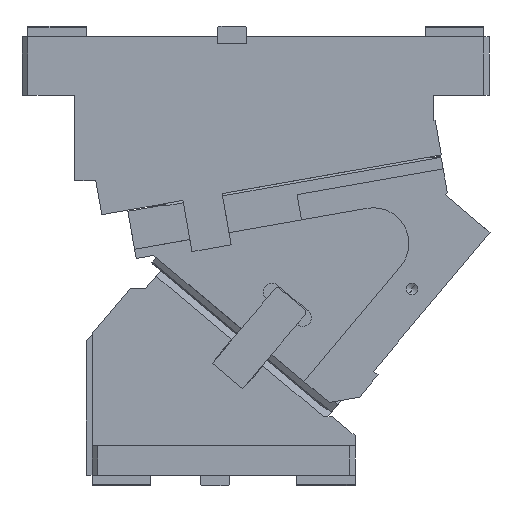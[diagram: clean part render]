
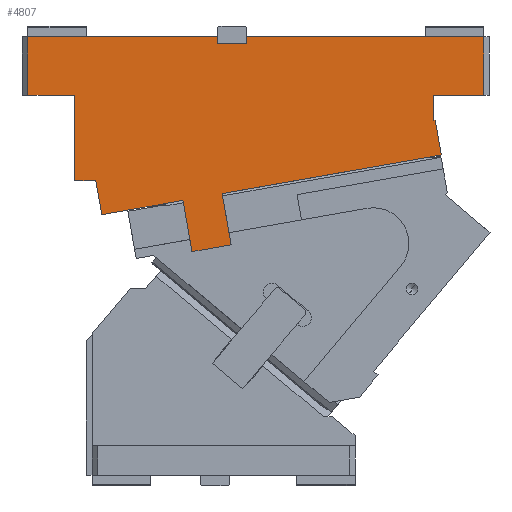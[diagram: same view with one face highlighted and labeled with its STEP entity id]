
A CAD part, front view. The second image highlights one B-rep face of the part: STEP entity #4807.
In plain terms, the highlighted planar face has unit normal (0, -1, 0).
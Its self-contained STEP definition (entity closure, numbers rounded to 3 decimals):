
#237=CARTESIAN_POINT('Vertex',(395.,-150.,-50.)) ;
#240=CARTESIAN_POINT('Line Origine',(373.5,-150.,-50.)) ;
#244=CARTESIAN_POINT('Vertex',(352.,-150.,-50.)) ;
#325=CARTESIAN_POINT('Line Origine',(352.,-150.,-60.856)) ;
#329=CARTESIAN_POINT('Vertex',(352.,-150.,-71.713)) ;
#379=CARTESIAN_POINT('Line Origine',(352.8,-150.,-71.572)) ;
#383=CARTESIAN_POINT('Vertex',(353.601,-150.,-71.431)) ;
#794=CARTESIAN_POINT('Vertex',(68.292,-150.,-152.201)) ;
#797=CARTESIAN_POINT('Line Origine',(65.687,-150.,-137.429)) ;
#801=CARTESIAN_POINT('Vertex',(63.082,-150.,-122.657)) ;
#826=CARTESIAN_POINT('Line Origine',(62.109,-150.,-122.828)) ;
#830=CARTESIAN_POINT('Vertex',(61.136,-150.,-123.)) ;
#864=CARTESIAN_POINT('Line Origine',(53.068,-150.,-123.)) ;
#868=CARTESIAN_POINT('Vertex',(45.,-150.,-123.)) ;
#2401=CARTESIAN_POINT('Line Origine',(45.,-150.,-86.5)) ;
#2405=CARTESIAN_POINT('Vertex',(45.,-150.,-50.)) ;
#2436=CARTESIAN_POINT('Vertex',(358.81,-150.,-100.975)) ;
#2439=CARTESIAN_POINT('Line Origine',(356.205,-150.,-86.203)) ;
#2476=CARTESIAN_POINT('Vertex',(145.448,-150.,-183.783)) ;
#2479=CARTESIAN_POINT('Line Origine',(141.584,-150.,-161.871)) ;
#2483=CARTESIAN_POINT('Vertex',(137.721,-150.,-139.959)) ;
#2512=CARTESIAN_POINT('Line Origine',(162.19,-150.,-180.831)) ;
#2516=CARTESIAN_POINT('Vertex',(178.931,-150.,-177.879)) ;
#2563=CARTESIAN_POINT('Vertex',(171.204,-150.,-134.055)) ;
#2566=CARTESIAN_POINT('Line Origine',(175.068,-150.,-155.967)) ;
#2841=CARTESIAN_POINT('Line Origine',(91.927,-150.,-148.033)) ;
#2845=CARTESIAN_POINT('Vertex',(115.562,-150.,-143.866)) ;
#2867=CARTESIAN_POINT('Line Origine',(265.007,-150.,-117.515)) ;
#2872=CARTESIAN_POINT('Line Origine',(126.642,-150.,-141.912)) ;
#3677=CARTESIAN_POINT('Vertex',(5.,-150.,-50.)) ;
#3680=CARTESIAN_POINT('Line Origine',(5.,-150.,-25.)) ;
#3684=CARTESIAN_POINT('Vertex',(5.,-150.,0.)) ;
#4515=CARTESIAN_POINT('Line Origine',(25.,-150.,-50.)) ;
#4612=CARTESIAN_POINT('Line Origine',(86.25,-150.,0.)) ;
#4616=CARTESIAN_POINT('Vertex',(167.5,-150.,0.)) ;
#4676=CARTESIAN_POINT('Line Origine',(167.5,-150.,-3.)) ;
#4680=CARTESIAN_POINT('Vertex',(167.5,-150.,-6.)) ;
#4727=CARTESIAN_POINT('Vertex',(192.5,-150.,0.)) ;
#4734=CARTESIAN_POINT('Vertex',(192.5,-150.,-6.)) ;
#4737=CARTESIAN_POINT('Line Origine',(192.5,-150.,-3.)) ;
#4754=CARTESIAN_POINT('Line Origine',(180.,-150.,-6.)) ;
#4766=CARTESIAN_POINT('Axis2P3D Location',(0.,-150.,0.)) ;
#4771=CARTESIAN_POINT('Line Origine',(395.,-150.,-25.)) ;
#4775=CARTESIAN_POINT('Vertex',(395.,-150.,0.)) ;
#4778=CARTESIAN_POINT('Line Origine',(293.75,-150.,0.)) ;
#241=DIRECTION('Vector Direction',(-1.,0.,0.)) ;
#326=DIRECTION('Vector Direction',(0.,0.,-1.)) ;
#380=DIRECTION('Vector Direction',(0.985,0.,0.174)) ;
#798=DIRECTION('Vector Direction',(0.174,0.,-0.985)) ;
#827=DIRECTION('Vector Direction',(-0.985,0.,-0.174)) ;
#865=DIRECTION('Vector Direction',(-1.,0.,0.)) ;
#2402=DIRECTION('Vector Direction',(0.,0.,-1.)) ;
#2440=DIRECTION('Vector Direction',(0.174,0.,-0.985)) ;
#2480=DIRECTION('Vector Direction',(-0.174,0.,0.985)) ;
#2513=DIRECTION('Vector Direction',(0.985,0.,0.174)) ;
#2567=DIRECTION('Vector Direction',(-0.174,0.,0.985)) ;
#2842=DIRECTION('Vector Direction',(0.985,0.,0.174)) ;
#2868=DIRECTION('Vector Direction',(-0.985,0.,-0.174)) ;
#2873=DIRECTION('Vector Direction',(-0.985,0.,-0.174)) ;
#3681=DIRECTION('Vector Direction',(0.,0.,-1.)) ;
#4516=DIRECTION('Vector Direction',(-1.,0.,0.)) ;
#4613=DIRECTION('Vector Direction',(1.,0.,0.)) ;
#4677=DIRECTION('Vector Direction',(0.,0.,1.)) ;
#4738=DIRECTION('Vector Direction',(0.,0.,-1.)) ;
#4755=DIRECTION('Vector Direction',(1.,0.,0.)) ;
#4767=DIRECTION('Axis2P3D Direction',(0.,1.,0.)) ;
#4768=DIRECTION('Axis2P3D XDirection',(0.,0.,1.)) ;
#4772=DIRECTION('Vector Direction',(0.,0.,1.)) ;
#4779=DIRECTION('Vector Direction',(1.,0.,0.)) ;
#4769=AXIS2_PLACEMENT_3D('Plane Axis2P3D',#4766,#4767,#4768) ;
#4784=ORIENTED_EDGE('',*,*,#4682,.T.) ;
#4785=ORIENTED_EDGE('',*,*,#4618,.F.) ;
#4786=ORIENTED_EDGE('',*,*,#3686,.T.) ;
#4787=ORIENTED_EDGE('',*,*,#4519,.F.) ;
#4788=ORIENTED_EDGE('',*,*,#2407,.F.) ;
#4789=ORIENTED_EDGE('',*,*,#870,.F.) ;
#4790=ORIENTED_EDGE('',*,*,#832,.F.) ;
#4791=ORIENTED_EDGE('',*,*,#803,.T.) ;
#4792=ORIENTED_EDGE('',*,*,#2847,.T.) ;
#4793=ORIENTED_EDGE('',*,*,#2876,.T.) ;
#4794=ORIENTED_EDGE('',*,*,#2485,.F.) ;
#4795=ORIENTED_EDGE('',*,*,#2518,.T.) ;
#4796=ORIENTED_EDGE('',*,*,#2570,.T.) ;
#4797=ORIENTED_EDGE('',*,*,#2871,.T.) ;
#4798=ORIENTED_EDGE('',*,*,#2443,.T.) ;
#4799=ORIENTED_EDGE('',*,*,#385,.T.) ;
#4800=ORIENTED_EDGE('',*,*,#331,.F.) ;
#4801=ORIENTED_EDGE('',*,*,#246,.F.) ;
#4802=ORIENTED_EDGE('',*,*,#4777,.T.) ;
#4803=ORIENTED_EDGE('',*,*,#4782,.F.) ;
#4804=ORIENTED_EDGE('',*,*,#4741,.T.) ;
#4805=ORIENTED_EDGE('',*,*,#4758,.F.) ;
#242=VECTOR('Line Direction',#241,1.) ;
#327=VECTOR('Line Direction',#326,1.) ;
#381=VECTOR('Line Direction',#380,1.) ;
#799=VECTOR('Line Direction',#798,1.) ;
#828=VECTOR('Line Direction',#827,1.) ;
#866=VECTOR('Line Direction',#865,1.) ;
#2403=VECTOR('Line Direction',#2402,1.) ;
#2441=VECTOR('Line Direction',#2440,1.) ;
#2481=VECTOR('Line Direction',#2480,1.) ;
#2514=VECTOR('Line Direction',#2513,1.) ;
#2568=VECTOR('Line Direction',#2567,1.) ;
#2843=VECTOR('Line Direction',#2842,1.) ;
#2869=VECTOR('Line Direction',#2868,1.) ;
#2874=VECTOR('Line Direction',#2873,1.) ;
#3682=VECTOR('Line Direction',#3681,1.) ;
#4517=VECTOR('Line Direction',#4516,1.) ;
#4614=VECTOR('Line Direction',#4613,1.) ;
#4678=VECTOR('Line Direction',#4677,1.) ;
#4739=VECTOR('Line Direction',#4738,1.) ;
#4756=VECTOR('Line Direction',#4755,1.) ;
#4773=VECTOR('Line Direction',#4772,1.) ;
#4780=VECTOR('Line Direction',#4779,1.) ;
#4807=ADVANCED_FACE('CAM HOLDER',(#4806),#4770,.F.) ;
#246=EDGE_CURVE('',#238,#245,#243,.T.) ;
#331=EDGE_CURVE('',#245,#330,#328,.T.) ;
#385=EDGE_CURVE('',#384,#330,#382,.F.) ;
#803=EDGE_CURVE('',#802,#795,#800,.T.) ;
#832=EDGE_CURVE('',#802,#831,#829,.T.) ;
#870=EDGE_CURVE('',#831,#869,#867,.T.) ;
#2407=EDGE_CURVE('',#869,#2406,#2404,.F.) ;
#2443=EDGE_CURVE('',#2437,#384,#2442,.F.) ;
#2485=EDGE_CURVE('',#2477,#2484,#2482,.T.) ;
#2518=EDGE_CURVE('',#2477,#2517,#2515,.T.) ;
#2570=EDGE_CURVE('',#2517,#2564,#2569,.T.) ;
#2847=EDGE_CURVE('',#795,#2846,#2844,.T.) ;
#2871=EDGE_CURVE('',#2564,#2437,#2870,.F.) ;
#2876=EDGE_CURVE('',#2846,#2484,#2875,.F.) ;
#3686=EDGE_CURVE('',#3685,#3678,#3683,.T.) ;
#4519=EDGE_CURVE('',#2406,#3678,#4518,.T.) ;
#4618=EDGE_CURVE('',#3685,#4617,#4615,.T.) ;
#4682=EDGE_CURVE('',#4681,#4617,#4679,.T.) ;
#4741=EDGE_CURVE('',#4728,#4735,#4740,.T.) ;
#4758=EDGE_CURVE('',#4681,#4735,#4757,.T.) ;
#4777=EDGE_CURVE('',#238,#4776,#4774,.T.) ;
#4782=EDGE_CURVE('',#4728,#4776,#4781,.T.) ;
#4783=EDGE_LOOP('',(#4784,#4785,#4786,#4787,#4788,#4789,#4790,#4791,#4792,#4793,#4794,#4795,#4796,#4797,#4798,#4799,#4800,#4801,#4802,#4803,#4804,#4805)) ;
#4806=FACE_OUTER_BOUND('',#4783,.T.) ;
#243=LINE('Line',#240,#242) ;
#328=LINE('Line',#325,#327) ;
#382=LINE('Line',#379,#381) ;
#800=LINE('Line',#797,#799) ;
#829=LINE('Line',#826,#828) ;
#867=LINE('Line',#864,#866) ;
#2404=LINE('Line',#2401,#2403) ;
#2442=LINE('Line',#2439,#2441) ;
#2482=LINE('Line',#2479,#2481) ;
#2515=LINE('Line',#2512,#2514) ;
#2569=LINE('Line',#2566,#2568) ;
#2844=LINE('Line',#2841,#2843) ;
#2870=LINE('Line',#2867,#2869) ;
#2875=LINE('Line',#2872,#2874) ;
#3683=LINE('Line',#3680,#3682) ;
#4518=LINE('Line',#4515,#4517) ;
#4615=LINE('Line',#4612,#4614) ;
#4679=LINE('Line',#4676,#4678) ;
#4740=LINE('Line',#4737,#4739) ;
#4757=LINE('Line',#4754,#4756) ;
#4774=LINE('Line',#4771,#4773) ;
#4781=LINE('Line',#4778,#4780) ;
#4770=PLANE('Plane',#4769) ;
#238=VERTEX_POINT('',#237) ;
#245=VERTEX_POINT('',#244) ;
#330=VERTEX_POINT('',#329) ;
#384=VERTEX_POINT('',#383) ;
#795=VERTEX_POINT('',#794) ;
#802=VERTEX_POINT('',#801) ;
#831=VERTEX_POINT('',#830) ;
#869=VERTEX_POINT('',#868) ;
#2406=VERTEX_POINT('',#2405) ;
#2437=VERTEX_POINT('',#2436) ;
#2477=VERTEX_POINT('',#2476) ;
#2484=VERTEX_POINT('',#2483) ;
#2517=VERTEX_POINT('',#2516) ;
#2564=VERTEX_POINT('',#2563) ;
#2846=VERTEX_POINT('',#2845) ;
#3678=VERTEX_POINT('',#3677) ;
#3685=VERTEX_POINT('',#3684) ;
#4617=VERTEX_POINT('',#4616) ;
#4681=VERTEX_POINT('',#4680) ;
#4728=VERTEX_POINT('',#4727) ;
#4735=VERTEX_POINT('',#4734) ;
#4776=VERTEX_POINT('',#4775) ;
